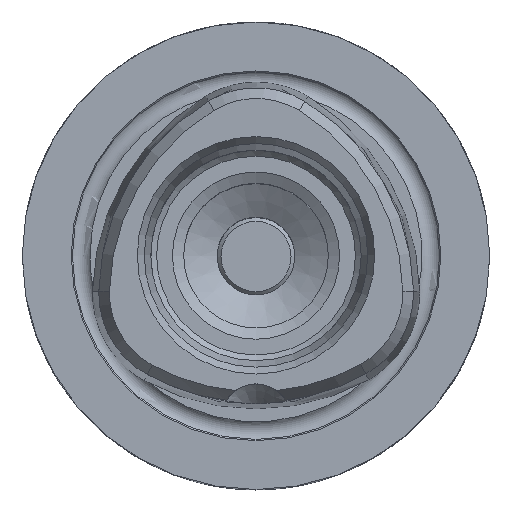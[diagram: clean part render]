
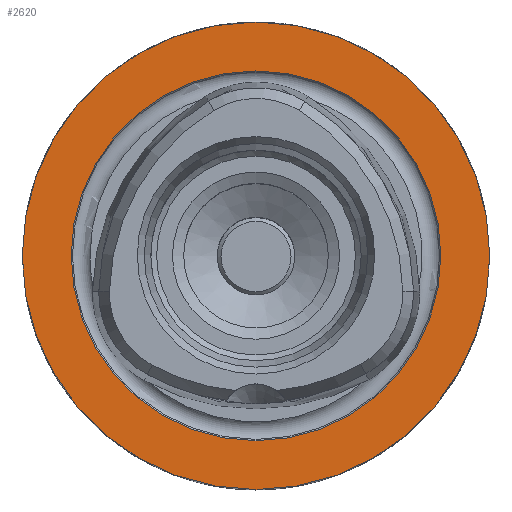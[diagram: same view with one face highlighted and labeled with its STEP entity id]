
A CAD part, top view. The second image highlights one B-rep face of the part: STEP entity #2620.
In plain terms, the highlighted planar face has unit normal (0, 0, 1).
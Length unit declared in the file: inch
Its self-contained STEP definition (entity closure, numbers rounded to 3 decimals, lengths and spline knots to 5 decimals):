
#34=FACE_BOUND('',#485,.T.);
#187=PLANE('',#2951);
#330=FACE_OUTER_BOUND('',#484,.T.);
#484=EDGE_LOOP('',(#2290));
#485=EDGE_LOOP('',(#2291));
#620=CIRCLE('',#2878,0.7874);
#646=CIRCLE('',#2947,0.62261);
#1142=VERTEX_POINT('',#4802);
#1181=VERTEX_POINT('',#4960);
#1482=EDGE_CURVE('',#1142,#1142,#620,.T.);
#1551=EDGE_CURVE('',#1181,#1181,#646,.T.);
#2290=ORIENTED_EDGE('',*,*,#1482,.T.);
#2291=ORIENTED_EDGE('',*,*,#1551,.T.);
#2620=ADVANCED_FACE('',(#330,#34),#187,.T.);
#2878=AXIS2_PLACEMENT_3D('',#4804,#3544,#3545);
#2947=AXIS2_PLACEMENT_3D('',#4962,#3714,#3715);
#2951=AXIS2_PLACEMENT_3D('',#4966,#3722,#3723);
#3544=DIRECTION('center_axis',(0.,0.,1.));
#3545=DIRECTION('ref_axis',(1.,0.,0.));
#3714=DIRECTION('center_axis',(0.,0.,-1.));
#3715=DIRECTION('ref_axis',(0.,1.,0.));
#3722=DIRECTION('center_axis',(0.,0.,1.));
#3723=DIRECTION('ref_axis',(1.,0.,0.));
#4802=CARTESIAN_POINT('',(-1.03974,0.17652,0.42132));
#4804=CARTESIAN_POINT('Origin',(-0.25234,0.17652,0.42132));
#4960=CARTESIAN_POINT('',(-0.25234,-0.44609,0.42132));
#4962=CARTESIAN_POINT('Origin',(-0.25234,0.17652,0.42132));
#4966=CARTESIAN_POINT('Origin',(-0.25234,0.17652,0.42132));
